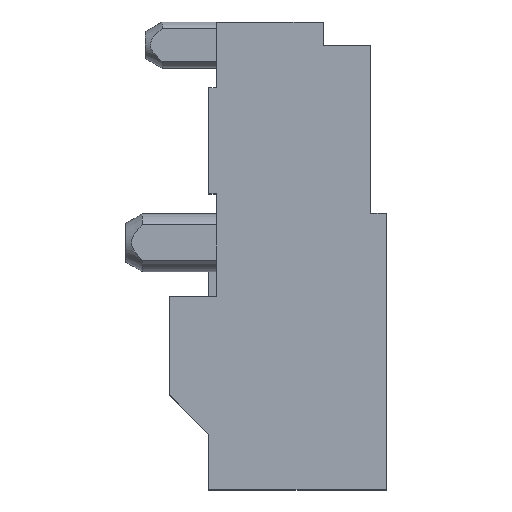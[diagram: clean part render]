
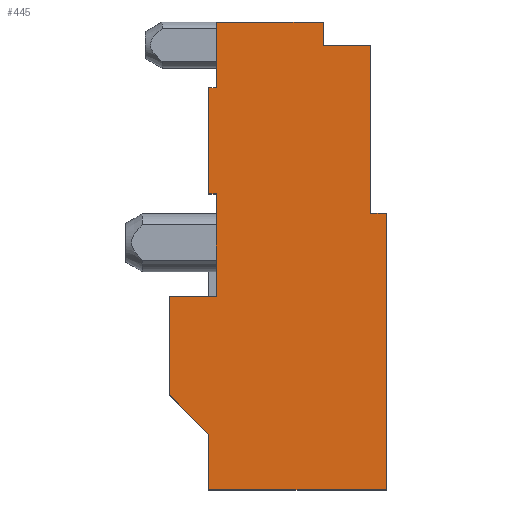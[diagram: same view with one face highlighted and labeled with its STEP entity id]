
A CAD part, top view. The second image highlights one B-rep face of the part: STEP entity #445.
In plain terms, the highlighted planar face has unit normal (0, 0, 1).
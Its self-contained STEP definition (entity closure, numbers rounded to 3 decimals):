
#90=LINE('',#1945,#246);
#95=LINE('',#1955,#251);
#98=LINE('',#1961,#254);
#103=LINE('',#1970,#259);
#116=LINE('',#1998,#272);
#119=LINE('',#2004,#275);
#122=LINE('',#2010,#278);
#130=LINE('',#2039,#286);
#136=LINE('',#2050,#292);
#179=LINE('',#2160,#335);
#182=LINE('',#2167,#338);
#185=LINE('',#2173,#341);
#188=LINE('',#2179,#344);
#198=LINE('',#2220,#354);
#199=LINE('',#2222,#355);
#200=LINE('',#2224,#356);
#246=VECTOR('',#1570,1.);
#251=VECTOR('',#1577,1.);
#254=VECTOR('',#1582,1.);
#259=VECTOR('',#1591,1.);
#272=VECTOR('',#1612,1.);
#275=VECTOR('',#1617,1.);
#278=VECTOR('',#1622,1.);
#286=VECTOR('',#1652,1.);
#292=VECTOR('',#1660,1.);
#335=VECTOR('',#1753,1.);
#338=VECTOR('',#1758,1.);
#341=VECTOR('',#1763,1.);
#344=VECTOR('',#1768,1.);
#354=VECTOR('',#1806,1.);
#355=VECTOR('',#1809,1.);
#356=VECTOR('',#1810,1.);
#445=ADVANCED_FACE('',(#565),#507,.T.);
#507=PLANE('',#1520);
#565=FACE_OUTER_BOUND('',#643,.T.);
#643=EDGE_LOOP('',(#898,#899,#900,#901,#902,#903,#904,#905,#906,#907,#908,
#909,#910,#911,#912,#913));
#898=ORIENTED_EDGE('',*,*,#1335,.T.);
#899=ORIENTED_EDGE('',*,*,#1204,.T.);
#900=ORIENTED_EDGE('',*,*,#1209,.F.);
#901=ORIENTED_EDGE('',*,*,#1212,.F.);
#902=ORIENTED_EDGE('',*,*,#1217,.F.);
#903=ORIENTED_EDGE('',*,*,#1255,.F.);
#904=ORIENTED_EDGE('',*,*,#1249,.F.);
#905=ORIENTED_EDGE('',*,*,#1236,.F.);
#906=ORIENTED_EDGE('',*,*,#1233,.F.);
#907=ORIENTED_EDGE('',*,*,#1230,.F.);
#908=ORIENTED_EDGE('',*,*,#1336,.F.);
#909=ORIENTED_EDGE('',*,*,#1337,.F.);
#910=ORIENTED_EDGE('',*,*,#1307,.T.);
#911=ORIENTED_EDGE('',*,*,#1310,.T.);
#912=ORIENTED_EDGE('',*,*,#1313,.F.);
#913=ORIENTED_EDGE('',*,*,#1316,.T.);
#1068=VERTEX_POINT('',#1943);
#1070=VERTEX_POINT('',#1946);
#1073=VERTEX_POINT('',#1954);
#1075=VERTEX_POINT('',#1960);
#1077=VERTEX_POINT('',#1969);
#1088=VERTEX_POINT('',#1997);
#1089=VERTEX_POINT('',#1999);
#1091=VERTEX_POINT('',#2005);
#1093=VERTEX_POINT('',#2011);
#1103=VERTEX_POINT('',#2040);
#1142=VERTEX_POINT('',#2159);
#1143=VERTEX_POINT('',#2161);
#1144=VERTEX_POINT('',#2165);
#1147=VERTEX_POINT('',#2172);
#1148=VERTEX_POINT('',#2177);
#1161=VERTEX_POINT('',#2223);
#1204=EDGE_CURVE('',#1070,#1068,#90,.T.);
#1209=EDGE_CURVE('',#1073,#1068,#95,.T.);
#1212=EDGE_CURVE('',#1075,#1073,#98,.T.);
#1217=EDGE_CURVE('',#1077,#1075,#103,.T.);
#1230=EDGE_CURVE('',#1088,#1089,#116,.T.);
#1233=EDGE_CURVE('',#1089,#1091,#119,.T.);
#1236=EDGE_CURVE('',#1091,#1093,#122,.T.);
#1249=EDGE_CURVE('',#1093,#1103,#130,.T.);
#1255=EDGE_CURVE('',#1103,#1077,#136,.T.);
#1307=EDGE_CURVE('',#1143,#1142,#179,.T.);
#1310=EDGE_CURVE('',#1142,#1144,#182,.T.);
#1313=EDGE_CURVE('',#1147,#1144,#185,.T.);
#1316=EDGE_CURVE('',#1147,#1148,#188,.T.);
#1335=EDGE_CURVE('',#1148,#1070,#198,.T.);
#1336=EDGE_CURVE('',#1161,#1088,#199,.T.);
#1337=EDGE_CURVE('',#1143,#1161,#200,.T.);
#1520=AXIS2_PLACEMENT_3D('',#2225,#1811,#1812);
#1570=DIRECTION('',(-1.,0.,0.));
#1577=DIRECTION('',(0.,1.,0.));
#1582=DIRECTION('',(-0.707,0.707,0.));
#1591=DIRECTION('',(0.,1.,0.));
#1612=DIRECTION('',(1.,0.,0.));
#1617=DIRECTION('',(0.,-1.,0.));
#1622=DIRECTION('',(1.,0.,0.));
#1652=DIRECTION('',(0.,-1.,0.));
#1660=DIRECTION('',(-1.,0.,0.));
#1753=DIRECTION('',(0.,-1.,0.));
#1758=DIRECTION('',(-1.,0.,0.));
#1763=DIRECTION('',(0.,1.,0.));
#1768=DIRECTION('',(1.,0.,0.));
#1806=DIRECTION('',(0.,-1.,0.));
#1809=DIRECTION('',(0.,-1.,0.));
#1810=DIRECTION('',(1.,0.,0.));
#1811=DIRECTION('',(0.,0.,1.));
#1812=DIRECTION('',(1.,0.,0.));
#1943=CARTESIAN_POINT('',(-2.,-13.865,7.5));
#1945=CARTESIAN_POINT('',(0.4,-13.865,7.5));
#1946=CARTESIAN_POINT('',(0.4,-13.865,7.5));
#1954=CARTESIAN_POINT('',(-2.,-18.865,7.5));
#1955=CARTESIAN_POINT('',(-2.,-18.865,7.5));
#1960=CARTESIAN_POINT('',(0.,-20.865,7.5));
#1961=CARTESIAN_POINT('',(0.,-20.865,7.5));
#1969=CARTESIAN_POINT('',(0.,-23.665,7.5));
#1970=CARTESIAN_POINT('',(0.,-23.665,7.5));
#1997=CARTESIAN_POINT('',(5.8,-1.165,7.5));
#1998=CARTESIAN_POINT('',(5.8,-1.165,7.5));
#1999=CARTESIAN_POINT('',(8.2,-1.165,7.5));
#2004=CARTESIAN_POINT('',(8.2,-1.165,7.5));
#2005=CARTESIAN_POINT('',(8.2,-9.665,7.5));
#2010=CARTESIAN_POINT('',(8.2,-9.665,7.5));
#2011=CARTESIAN_POINT('',(9.,-9.665,7.5));
#2039=CARTESIAN_POINT('',(9.,-9.665,7.5));
#2040=CARTESIAN_POINT('',(9.,-23.665,7.5));
#2050=CARTESIAN_POINT('',(9.,-23.665,7.5));
#2159=CARTESIAN_POINT('',(0.4,-3.33,7.5));
#2160=CARTESIAN_POINT('',(0.4,0.,7.5));
#2161=CARTESIAN_POINT('',(0.4,0.,7.5));
#2165=CARTESIAN_POINT('',(0.,-3.33,7.5));
#2167=CARTESIAN_POINT('',(0.4,-3.33,7.5));
#2172=CARTESIAN_POINT('',(0.,-8.7,7.5));
#2173=CARTESIAN_POINT('',(0.,-8.7,7.5));
#2177=CARTESIAN_POINT('',(0.4,-8.7,7.5));
#2179=CARTESIAN_POINT('',(0.,-8.7,7.5));
#2220=CARTESIAN_POINT('',(0.4,-8.7,7.5));
#2222=CARTESIAN_POINT('',(5.8,0.,7.5));
#2223=CARTESIAN_POINT('',(5.8,0.,7.5));
#2224=CARTESIAN_POINT('',(0.4,0.,7.5));
#2225=CARTESIAN_POINT('',(-2.55,-24.848,7.5));
